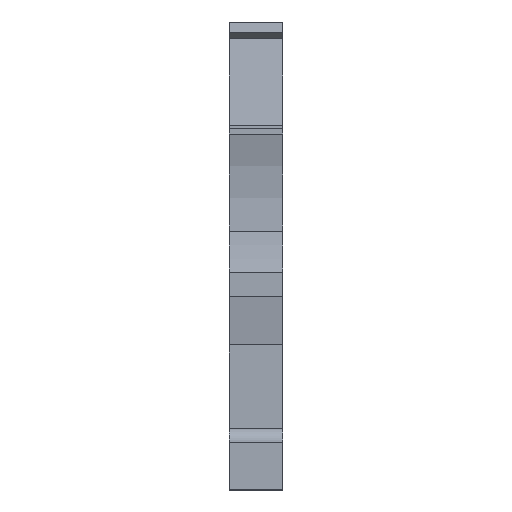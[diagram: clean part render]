
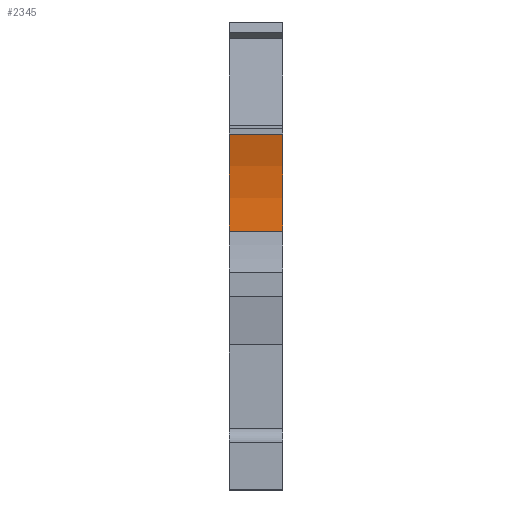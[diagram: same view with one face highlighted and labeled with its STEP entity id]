
A CAD part, front view. The second image highlights one B-rep face of the part: STEP entity #2345.
In plain terms, the highlighted cylindrical face has radius 15 mm (diameter 30 mm), a partial arc.
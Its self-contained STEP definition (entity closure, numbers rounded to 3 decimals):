
#471=CARTESIAN_POINT('',(-1.716,16.053,-3.5));
#472=VERTEX_POINT('',#471);
#480=CARTESIAN_POINT('',(-2.296,22.381,-3.5));
#481=VERTEX_POINT('',#480);
#482=CARTESIAN_POINT('',(-16.605,17.881,-3.5));
#483=DIRECTION('',(-0.,0.,1.));
#484=DIRECTION('',(0.993,-0.122,0.));
#485=AXIS2_PLACEMENT_3D('',#482,#483,#484);
#486=CIRCLE('',#485,15.);
#487=EDGE_CURVE('',#472,#481,#486,.T.);
#1672=CARTESIAN_POINT('',(-2.296,22.381,0.));
#1673=VERTEX_POINT('',#1672);
#1680=CARTESIAN_POINT('',(-1.716,16.053,0.));
#1681=VERTEX_POINT('',#1680);
#1682=CARTESIAN_POINT('',(-16.605,17.881,0.));
#1683=DIRECTION('',(-0.,-0.,1.));
#1684=DIRECTION('',(0.993,-0.122,0.));
#1685=AXIS2_PLACEMENT_3D('',#1682,#1683,#1684);
#1686=CIRCLE('',#1685,15.);
#1687=EDGE_CURVE('',#1681,#1673,#1686,.T.);
#2324=CARTESIAN_POINT('',(-16.605,17.881,-3.5));
#2325=DIRECTION('',(-0.,-0.,1.));
#2326=DIRECTION('',(0.993,-0.122,0.));
#2327=AXIS2_PLACEMENT_3D('',#2324,#2325,#2326);
#2328=CYLINDRICAL_SURFACE('',#2327,15.);
#2329=CARTESIAN_POINT('',(-1.716,16.053,0.));
#2330=DIRECTION('',(0.,0.,-1.));
#2331=VECTOR('',#2330,3.5);
#2332=LINE('',#2329,#2331);
#2333=EDGE_CURVE('',#1681,#472,#2332,.T.);
#2334=ORIENTED_EDGE('',*,*,#2333,.F.);
#2335=ORIENTED_EDGE('',*,*,#1687,.T.);
#2336=CARTESIAN_POINT('',(-2.296,22.381,-12348.5));
#2337=DIRECTION('',(-0.,-0.,1.));
#2338=VECTOR('',#2337,24690.);
#2339=LINE('',#2336,#2338);
#2340=EDGE_CURVE('',#481,#1673,#2339,.T.);
#2341=ORIENTED_EDGE('',*,*,#2340,.F.);
#2342=ORIENTED_EDGE('',*,*,#487,.F.);
#2343=EDGE_LOOP('',(#2334,#2335,#2341,#2342));
#2344=FACE_BOUND('',#2343,.T.);
#2345=ADVANCED_FACE('',(#2344),#2328,.F.);
